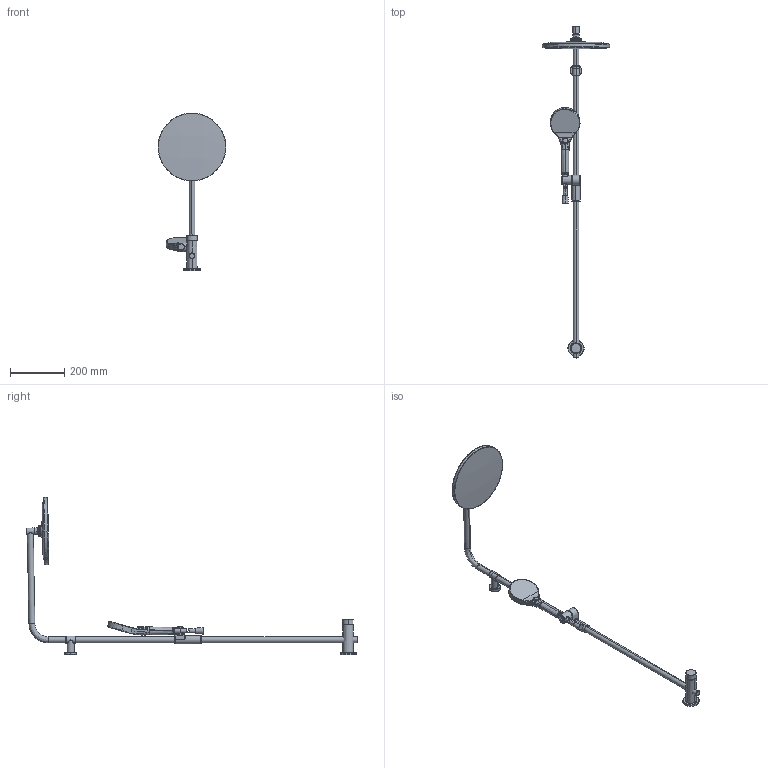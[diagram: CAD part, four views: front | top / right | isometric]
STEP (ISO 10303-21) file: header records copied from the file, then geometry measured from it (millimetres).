
FILE_DESCRIPTION (( 'STEP AP203' ), '1' );
FILE_NAME ('44190300(2023).STEP', '2023-02-08T10:19:05', ( '' ), ( '' ), 'SwSTEP 2.0', 'SolidWorks 2016', '' );
FILE_SCHEMA (( 'CONFIG_CONTROL_DESIGN' ));
Length unit declared in the file: millimetre
Products named in the file (1): 44190300(2023)
Bounding box: 249.98 x 1222.7 x 581.64 mm (x, y, z)
Volume: 2465596.2 mm3; surface area: 431846.1 mm2
Topology: 18 solids, 18 shells, 389 faces, 895 edges, 533 vertices
Faces by surface type: bspline 197, plane 59, cylinder 57, cone 37, torus 33, sphere 6
Entity records: 27250 total; most frequent: CARTESIAN_POINT 19828, ORIENTED_EDGE 1756, DIRECTION 1195, EDGE_CURVE 878, VERTEX_POINT 534, AXIS2_PLACEMENT_3D 528, EDGE_LOOP 398, ADVANCED_FACE 389
